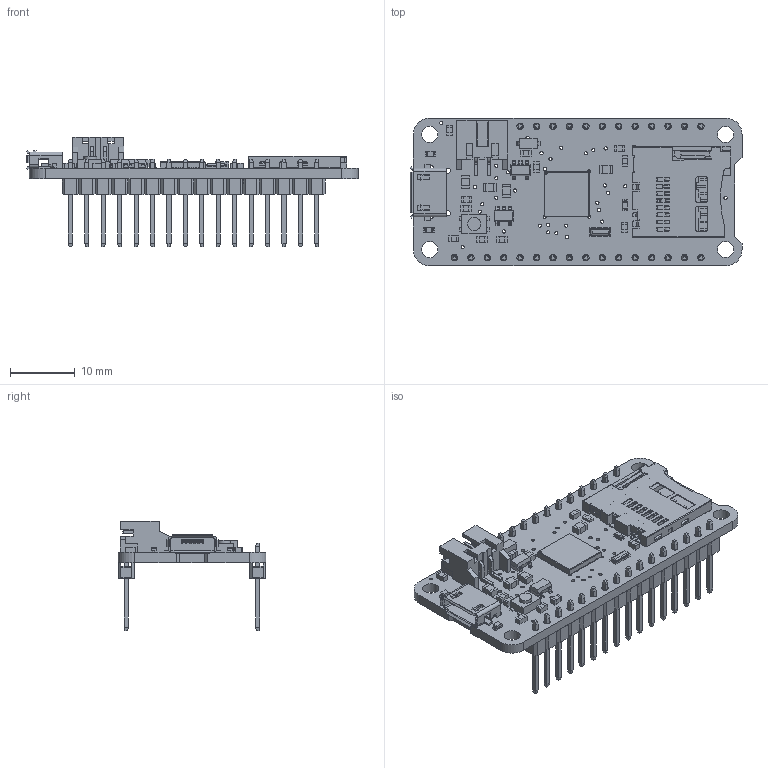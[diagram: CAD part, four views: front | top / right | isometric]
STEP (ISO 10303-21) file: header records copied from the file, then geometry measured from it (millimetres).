
FILE_DESCRIPTION(/* description */ (''),/* implementation_level */ '2;1');
FILE_NAME(/* name */ '2795 Feather 32u4 Adalogger with pins.step',/* time_stamp */ '2023-04-19T19:30:48-07:00',/* author */ (''),/* organization */ (''),/* preprocessor_version */ 'ST-DEVELOPER v19.2',/* originating_system */ 'Autodesk Translation Framework v11.17.0.187',/* authorisation */ '');
FILE_SCHEMA (('AUTOMOTIVE_DESIGN { 1 0 10303 214 3 1 1 }'));
Length unit declared in the file: millimetre
Products named in the file (15): 2795 Feather 32u4 Adalogger; Board; 10µF; 100k; GREEN; ATMEGA32U4-MU; SPST_TACT-KMR2; 8MHz; microUSB; MCP73831T-2ACI/OT; MBR120; JSTPH; microsd; 100K_1; 1x4 Male Pin Header
Assembly tree (35 placements, depth 2):
  2795 Feather 32u4 Adalogger
    Board
    10µF  x4
    100k  x10
    GREEN  x3
    ATMEGA32U4-MU
    SPST_TACT-KMR2
    8MHz
    microUSB
    MCP73831T-2ACI/OT  x2
    MBR120
    JSTPH
    microsd
    100K_1
    1x4 Male Pin Header  x7
Bounding box: 51.32 x 22.86 x 16.91 mm (x, y, z)
Volume: 2625.4 mm3; surface area: 6649.2 mm2
Topology: 135 solids, 135 shells, 3333 faces, 8809 edges, 5725 vertices
Faces by surface type: plane 2869, cylinder 448, bspline 16
Full cylindrical faces by diameter (mm): 0.3 x1, 0.5 x52, 0.7 x2, 0.8 x2, 1 x28, 2 x1, 2.5 x2, 2.54 x2
Entity records: 64661 total; most frequent: CARTESIAN_POINT 11329, ORIENTED_EDGE 10828, DIRECTION 10357, EDGE_CURVE 5414, LINE 4563, VECTOR 4563, VERTEX_POINT 3557, AXIS2_PLACEMENT_3D 2897
